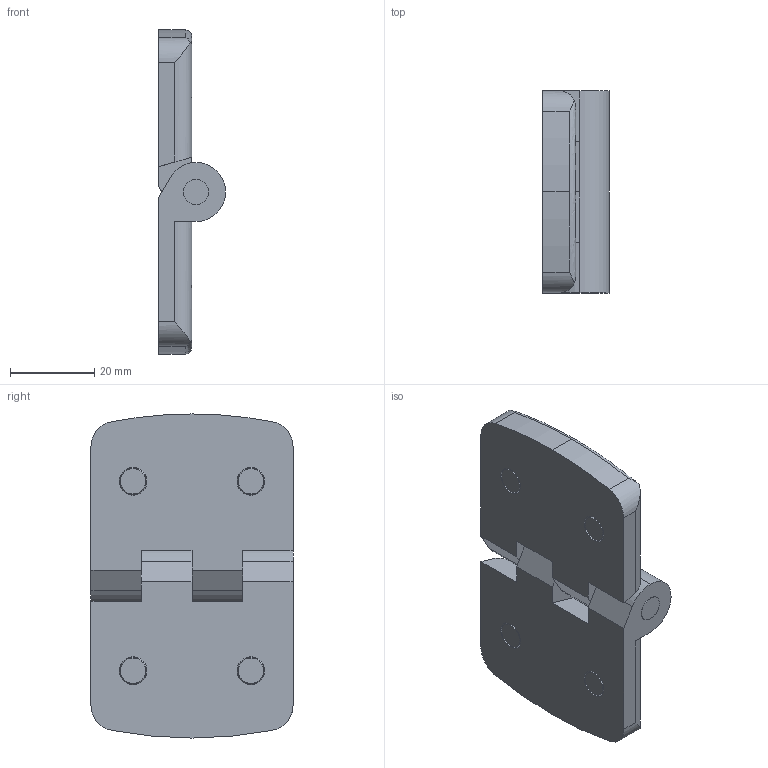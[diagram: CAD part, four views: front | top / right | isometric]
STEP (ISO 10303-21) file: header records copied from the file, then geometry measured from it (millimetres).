
FILE_DESCRIPTION (( 'STEP AP214' ), '1' );
FILE_NAME ('62216601', '2019-02-04T09:02:56', ( '' ), ('JUGARD+KÜNSTNER GmbH'), 'SwSTEP 2.0', 'SolidWorks 2017', '' );
FILE_SCHEMA (( 'AUTOMOTIVE_DESIGN' ));
Length unit declared in the file: millimetre
Products named in the file (1): 62216601_CNAJF00
Bounding box: 15.9 x 48.2 x 77 mm (x, y, z)
Volume: 30068.5 mm3; surface area: 11033.7 mm2
Topology: 1 solids, 1 shells, 142 faces, 353 edges, 219 vertices
Faces by surface type: plane 64, cylinder 52, cone 16, bspline 10
Entity records: 5135 total; most frequent: CARTESIAN_POINT 1205, DIRECTION 713, ORIENTED_EDGE 706, EDGE_CURVE 353, AXIS2_PLACEMENT_3D 247, VERTEX_POINT 219, VECTOR 219, LINE 219
